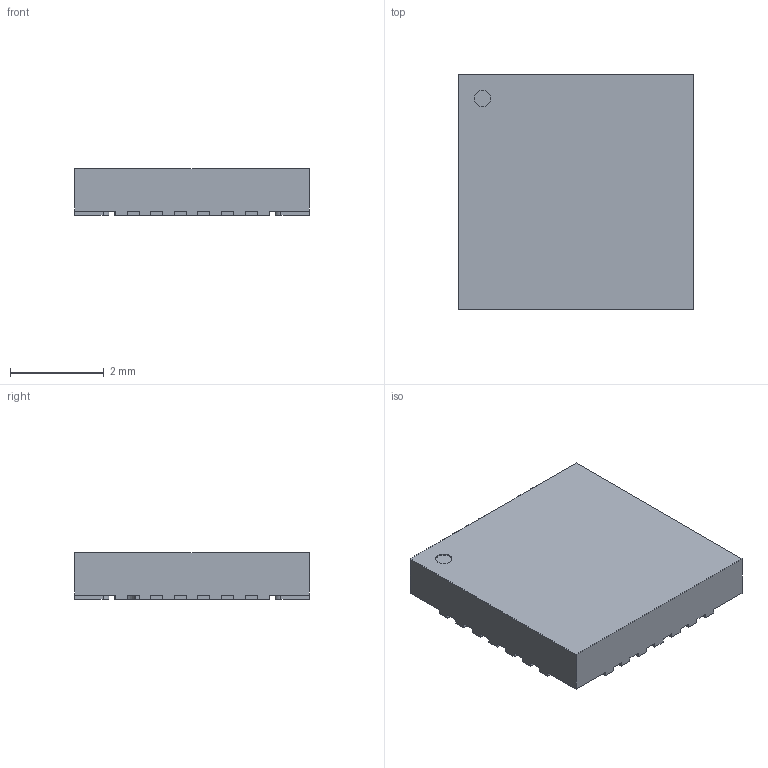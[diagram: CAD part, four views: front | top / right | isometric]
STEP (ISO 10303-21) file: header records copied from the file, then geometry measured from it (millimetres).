
FILE_DESCRIPTION (( 'STEP AP214' ), '1' );
FILE_NAME ('QFN-28-5MM_ALT1.STEP', '2015-02-12T18:56:27', ( '' ), ( '' ), 'SwSTEP 2.0', 'SolidWorks 2014', '' );
FILE_SCHEMA (( 'AUTOMOTIVE_DESIGN' ));
Length unit declared in the file: inch
Products named in the file (1): QFN-28-5MM_ALT1
Bounding box: 5 x 5 x 0.99 mm (x, y, z)
Volume: 23.8 mm3; surface area: 76.3 mm2
Topology: 8 solids, 8 shells, 141 faces, 369 edges, 246 vertices
Faces by surface type: plane 110, cylinder 31
Entity records: 6255 total; most frequent: CARTESIAN_POINT 757, ORIENTED_EDGE 738, DIRECTION 715, EDGE_CURVE 369, VECTOR 307, LINE 307, VERTEX_POINT 246, AXIS2_PLACEMENT_3D 204
